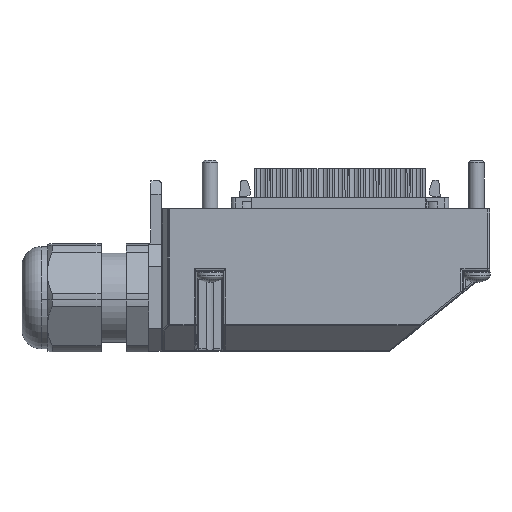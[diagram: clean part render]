
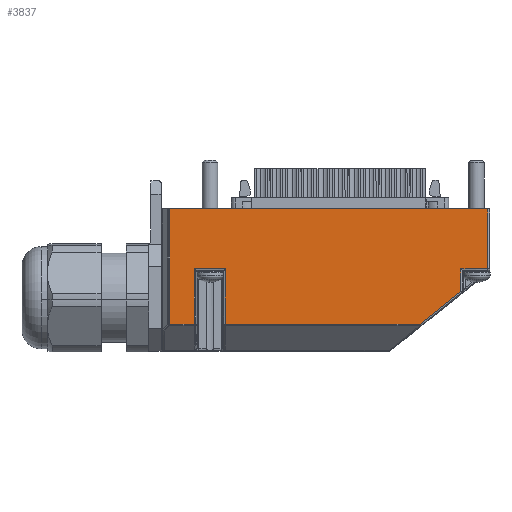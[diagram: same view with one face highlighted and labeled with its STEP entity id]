
A CAD part, left-side view. The second image highlights one B-rep face of the part: STEP entity #3837.
In plain terms, the highlighted planar face has unit normal (-1, 0, 0).
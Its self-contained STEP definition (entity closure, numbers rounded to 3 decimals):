
#3761=AXIS2_PLACEMENT_3D('Plane Axis2P3D',#3758,#3759,#3760) ;
#1691=CARTESIAN_POINT('Vertex',(0.,72.143,32.187)) ;
#1694=CARTESIAN_POINT('Line Origine',(0.,36.346,32.187)) ;
#1698=CARTESIAN_POINT('Vertex',(0.,0.55,32.187)) ;
#3742=CARTESIAN_POINT('Vertex',(0.,72.143,6.268)) ;
#3745=CARTESIAN_POINT('Line Origine',(0.,72.143,30.187)) ;
#3758=CARTESIAN_POINT('Axis2P3D Location',(0.,73.85,30.187)) ;
#3763=CARTESIAN_POINT('Line Origine',(0.,69.346,6.268)) ;
#3767=CARTESIAN_POINT('Vertex',(0.,66.55,6.268)) ;
#3770=CARTESIAN_POINT('Line Origine',(0.,66.55,12.477)) ;
#3774=CARTESIAN_POINT('Vertex',(0.,66.55,18.687)) ;
#3777=CARTESIAN_POINT('Line Origine',(0.,63.05,18.687)) ;
#3781=CARTESIAN_POINT('Vertex',(0.,59.55,18.687)) ;
#3784=CARTESIAN_POINT('Line Origine',(0.,59.55,12.477)) ;
#3788=CARTESIAN_POINT('Vertex',(0.,59.55,6.268)) ;
#3791=CARTESIAN_POINT('Line Origine',(0.,37.646,6.268)) ;
#3795=CARTESIAN_POINT('Vertex',(0.,15.742,6.268)) ;
#3798=CARTESIAN_POINT('Line Origine',(0.,11.146,9.946)) ;
#3802=CARTESIAN_POINT('Vertex',(0.,6.55,13.625)) ;
#3805=CARTESIAN_POINT('Line Origine',(0.,6.55,16.156)) ;
#3809=CARTESIAN_POINT('Vertex',(0.,6.55,18.687)) ;
#3812=CARTESIAN_POINT('Line Origine',(0.,3.55,18.687)) ;
#3816=CARTESIAN_POINT('Vertex',(0.,0.55,18.687)) ;
#3819=CARTESIAN_POINT('Line Origine',(0.,0.55,25.437)) ;
#1695=DIRECTION('Vector Direction',(0.,1.,0.)) ;
#3746=DIRECTION('Vector Direction',(0.,0.,1.)) ;
#3759=DIRECTION('Axis2P3D Direction',(-1.,0.,0.)) ;
#3760=DIRECTION('Axis2P3D XDirection',(0.,0.,-1.)) ;
#3764=DIRECTION('Vector Direction',(0.,1.,0.)) ;
#3771=DIRECTION('Vector Direction',(0.,0.,1.)) ;
#3778=DIRECTION('Vector Direction',(0.,1.,0.)) ;
#3785=DIRECTION('Vector Direction',(0.,0.,-1.)) ;
#3792=DIRECTION('Vector Direction',(0.,1.,0.)) ;
#3799=DIRECTION('Vector Direction',(0.,0.781,-0.625)) ;
#3806=DIRECTION('Vector Direction',(0.,0.,1.)) ;
#3813=DIRECTION('Vector Direction',(0.,1.,0.)) ;
#3820=DIRECTION('Vector Direction',(0.,0.,-1.)) ;
#1696=VECTOR('Line Direction',#1695,1.) ;
#3747=VECTOR('Line Direction',#3746,1.) ;
#3765=VECTOR('Line Direction',#3764,1.) ;
#3772=VECTOR('Line Direction',#3771,1.) ;
#3779=VECTOR('Line Direction',#3778,1.) ;
#3786=VECTOR('Line Direction',#3785,1.) ;
#3793=VECTOR('Line Direction',#3792,1.) ;
#3800=VECTOR('Line Direction',#3799,1.) ;
#3807=VECTOR('Line Direction',#3806,1.) ;
#3814=VECTOR('Line Direction',#3813,1.) ;
#3821=VECTOR('Line Direction',#3820,1.) ;
#3825=ORIENTED_EDGE('',*,*,#1700,.T.) ;
#3826=ORIENTED_EDGE('',*,*,#3749,.F.) ;
#3827=ORIENTED_EDGE('',*,*,#3769,.F.) ;
#3828=ORIENTED_EDGE('',*,*,#3776,.T.) ;
#3829=ORIENTED_EDGE('',*,*,#3783,.F.) ;
#3830=ORIENTED_EDGE('',*,*,#3790,.T.) ;
#3831=ORIENTED_EDGE('',*,*,#3797,.F.) ;
#3832=ORIENTED_EDGE('',*,*,#3804,.F.) ;
#3833=ORIENTED_EDGE('',*,*,#3811,.T.) ;
#3834=ORIENTED_EDGE('',*,*,#3818,.F.) ;
#3835=ORIENTED_EDGE('',*,*,#3823,.F.) ;
#3837=ADVANCED_FACE('Hauptk\X2\00F6\X0\rper',(#3836),#3762,.T.) ;
#1700=EDGE_CURVE('',#1699,#1692,#1697,.T.) ;
#3749=EDGE_CURVE('',#3743,#1692,#3748,.T.) ;
#3769=EDGE_CURVE('',#3768,#3743,#3766,.T.) ;
#3776=EDGE_CURVE('',#3768,#3775,#3773,.T.) ;
#3783=EDGE_CURVE('',#3782,#3775,#3780,.T.) ;
#3790=EDGE_CURVE('',#3782,#3789,#3787,.T.) ;
#3797=EDGE_CURVE('',#3796,#3789,#3794,.T.) ;
#3804=EDGE_CURVE('',#3803,#3796,#3801,.T.) ;
#3811=EDGE_CURVE('',#3803,#3810,#3808,.T.) ;
#3818=EDGE_CURVE('',#3817,#3810,#3815,.T.) ;
#3823=EDGE_CURVE('',#1699,#3817,#3822,.T.) ;
#3824=EDGE_LOOP('',(#3825,#3826,#3827,#3828,#3829,#3830,#3831,#3832,#3833,#3834,#3835)) ;
#3836=FACE_OUTER_BOUND('',#3824,.T.) ;
#1697=LINE('Line',#1694,#1696) ;
#3748=LINE('Line',#3745,#3747) ;
#3766=LINE('Line',#3763,#3765) ;
#3773=LINE('Line',#3770,#3772) ;
#3780=LINE('Line',#3777,#3779) ;
#3787=LINE('Line',#3784,#3786) ;
#3794=LINE('Line',#3791,#3793) ;
#3801=LINE('Line',#3798,#3800) ;
#3808=LINE('Line',#3805,#3807) ;
#3815=LINE('Line',#3812,#3814) ;
#3822=LINE('Line',#3819,#3821) ;
#3762=PLANE('',#3761) ;
#1692=VERTEX_POINT('',#1691) ;
#1699=VERTEX_POINT('',#1698) ;
#3743=VERTEX_POINT('',#3742) ;
#3768=VERTEX_POINT('',#3767) ;
#3775=VERTEX_POINT('',#3774) ;
#3782=VERTEX_POINT('',#3781) ;
#3789=VERTEX_POINT('',#3788) ;
#3796=VERTEX_POINT('',#3795) ;
#3803=VERTEX_POINT('',#3802) ;
#3810=VERTEX_POINT('',#3809) ;
#3817=VERTEX_POINT('',#3816) ;
